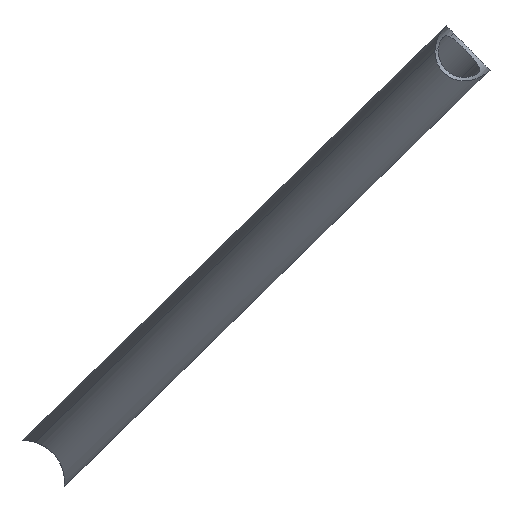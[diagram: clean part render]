
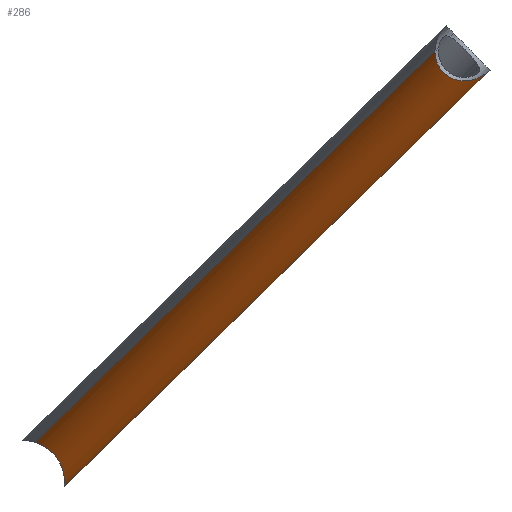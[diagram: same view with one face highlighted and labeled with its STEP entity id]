
A CAD part, front view. The second image highlights one B-rep face of the part: STEP entity #286.
In plain terms, the highlighted cylindrical face has radius 7.5 mm (diameter 15 mm), a partial arc.
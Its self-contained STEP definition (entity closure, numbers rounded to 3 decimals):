
#61=CARTESIAN_POINT('Vertex',(-2182.828,0.,210.783)) ;
#67=CARTESIAN_POINT('Control Point',(-2169.638,0.,206.268)) ;
#68=CARTESIAN_POINT('Control Point',(-2169.75,0.,206.158)) ;
#69=CARTESIAN_POINT('Control Point',(-2169.865,0.,206.051)) ;
#70=CARTESIAN_POINT('Control Point',(-2169.958,0.,205.968)) ;
#71=CARTESIAN_POINT('Control Point',(-2170.121,0.,205.825)) ;
#72=CARTESIAN_POINT('Control Point',(-2170.289,0.,205.687)) ;
#73=CARTESIAN_POINT('Control Point',(-2170.386,0.,205.609)) ;
#74=CARTESIAN_POINT('Control Point',(-2171.511,0.,204.745)) ;
#75=CARTESIAN_POINT('Control Point',(-2172.798,0.,204.102)) ;
#76=CARTESIAN_POINT('Control Point',(-2174.04,0.,203.733)) ;
#77=CARTESIAN_POINT('Control Point',(-2176.304,0.,203.518)) ;
#78=CARTESIAN_POINT('Control Point',(-2178.478,0.,204.112)) ;
#79=CARTESIAN_POINT('Control Point',(-2179.37,0.,204.528)) ;
#80=CARTESIAN_POINT('Control Point',(-2181.083,0.,205.746)) ;
#81=CARTESIAN_POINT('Control Point',(-2182.228,0.,207.519)) ;
#82=CARTESIAN_POINT('Control Point',(-2182.633,0.,208.577)) ;
#83=CARTESIAN_POINT('Control Point',(-2182.828,0.,209.68)) ;
#84=CARTESIAN_POINT('Control Point',(-2182.828,0.,210.783)) ;
#85=CARTESIAN_POINT('Vertex',(-2169.638,0.,206.268)) ;
#89=CARTESIAN_POINT('Control Point',(-2169.638,0.,206.268)) ;
#90=CARTESIAN_POINT('Control Point',(-2169.638,0.31,206.268)) ;
#91=CARTESIAN_POINT('Control Point',(-2169.64,0.62,206.27)) ;
#92=CARTESIAN_POINT('Control Point',(-2169.644,0.87,206.274)) ;
#93=CARTESIAN_POINT('Control Point',(-2169.652,1.31,206.283)) ;
#94=CARTESIAN_POINT('Control Point',(-2169.665,1.75,206.296)) ;
#95=CARTESIAN_POINT('Control Point',(-2169.673,2.,206.304)) ;
#96=CARTESIAN_POINT('Control Point',(-2169.735,3.537,206.367)) ;
#97=CARTESIAN_POINT('Control Point',(-2169.852,5.067,206.487)) ;
#98=CARTESIAN_POINT('Control Point',(-2169.981,6.278,206.618)) ;
#99=CARTESIAN_POINT('Control Point',(-2170.271,8.355,206.915)) ;
#100=CARTESIAN_POINT('Control Point',(-2170.7,10.381,207.353)) ;
#101=CARTESIAN_POINT('Control Point',(-2170.906,11.214,207.564)) ;
#102=CARTESIAN_POINT('Control Point',(-2171.143,12.035,207.807)) ;
#103=CARTESIAN_POINT('Control Point',(-2171.42,12.827,208.09)) ;
#104=CARTESIAN_POINT('Vertex',(-2171.42,12.827,208.09)) ;
#203=CARTESIAN_POINT('Axis2P3D Location',(-2228.037,152.123,159.625)) ;
#208=CARTESIAN_POINT('Line Origine',(-2235.117,149.649,159.625)) ;
#212=CARTESIAN_POINT('Vertex',(-2278.514,273.848,117.167)) ;
#216=CARTESIAN_POINT('Control Point',(-2278.514,273.848,117.167)) ;
#217=CARTESIAN_POINT('Control Point',(-2278.342,273.356,117.114)) ;
#218=CARTESIAN_POINT('Control Point',(-2278.164,272.867,117.054)) ;
#219=CARTESIAN_POINT('Control Point',(-2277.978,272.382,116.986)) ;
#220=CARTESIAN_POINT('Control Point',(-2277.585,271.411,116.833)) ;
#221=CARTESIAN_POINT('Control Point',(-2277.151,270.466,116.635)) ;
#222=CARTESIAN_POINT('Control Point',(-2276.922,270.,116.521)) ;
#223=CARTESIAN_POINT('Control Point',(-2276.454,269.127,116.271)) ;
#224=CARTESIAN_POINT('Control Point',(-2275.915,268.329,115.93)) ;
#225=CARTESIAN_POINT('Control Point',(-2275.636,267.967,115.738)) ;
#226=CARTESIAN_POINT('Control Point',(-2275.216,267.53,115.422)) ;
#227=CARTESIAN_POINT('Control Point',(-2274.755,267.268,115.013)) ;
#228=CARTESIAN_POINT('Control Point',(-2274.627,267.213,114.895)) ;
#229=CARTESIAN_POINT('Control Point',(-2274.355,267.137,114.632)) ;
#230=CARTESIAN_POINT('Control Point',(-2274.091,267.154,114.35)) ;
#231=CARTESIAN_POINT('Control Point',(-2273.959,267.19,114.201)) ;
#232=CARTESIAN_POINT('Control Point',(-2273.665,267.327,113.854)) ;
#233=CARTESIAN_POINT('Control Point',(-2273.417,267.568,113.525)) ;
#234=CARTESIAN_POINT('Control Point',(-2273.288,267.73,113.344)) ;
#235=CARTESIAN_POINT('Control Point',(-2273.007,268.165,112.926)) ;
#236=CARTESIAN_POINT('Control Point',(-2272.788,268.672,112.552)) ;
#237=CARTESIAN_POINT('Control Point',(-2272.675,268.986,112.345)) ;
#238=CARTESIAN_POINT('Control Point',(-2272.417,269.813,111.842)) ;
#239=CARTESIAN_POINT('Control Point',(-2272.227,270.692,111.398)) ;
#240=CARTESIAN_POINT('Control Point',(-2272.129,271.234,111.145)) ;
#241=CARTESIAN_POINT('Control Point',(-2271.913,272.64,110.533)) ;
#242=CARTESIAN_POINT('Control Point',(-2271.771,274.087,109.996)) ;
#243=CARTESIAN_POINT('Control Point',(-2271.702,274.973,109.69)) ;
#244=CARTESIAN_POINT('Control Point',(-2271.579,277.046,109.024)) ;
#245=CARTESIAN_POINT('Control Point',(-2271.52,279.15,108.448)) ;
#246=CARTESIAN_POINT('Control Point',(-2271.501,280.35,108.147)) ;
#247=CARTESIAN_POINT('Control Point',(-2271.493,281.56,107.87)) ;
#248=CARTESIAN_POINT('Control Point',(-2271.493,282.775,107.621)) ;
#249=CARTESIAN_POINT('Vertex',(-2271.493,282.775,107.621)) ;
#253=CARTESIAN_POINT('Control Point',(-2271.535,294.126,106.708)) ;
#254=CARTESIAN_POINT('Control Point',(-2271.562,291.857,106.413)) ;
#255=CARTESIAN_POINT('Control Point',(-2271.555,289.54,106.551)) ;
#256=CARTESIAN_POINT('Control Point',(-2271.517,287.279,106.792)) ;
#257=CARTESIAN_POINT('Control Point',(-2271.493,285.016,107.162)) ;
#258=CARTESIAN_POINT('Control Point',(-2271.493,282.775,107.621)) ;
#259=CARTESIAN_POINT('Vertex',(-2271.535,294.126,106.708)) ;
#263=CARTESIAN_POINT('Control Point',(-2271.535,294.126,106.708)) ;
#264=CARTESIAN_POINT('Control Point',(-2270.449,293.191,108.018)) ;
#265=CARTESIAN_POINT('Control Point',(-2269.57,292.09,109.381)) ;
#266=CARTESIAN_POINT('Control Point',(-2268.824,290.971,110.772)) ;
#267=CARTESIAN_POINT('Control Point',(-2268.205,289.818,112.23)) ;
#268=CARTESIAN_POINT('Control Point',(-2267.818,288.711,113.778)) ;
#269=CARTESIAN_POINT('Vertex',(-2267.818,288.711,113.778)) ;
#272=CARTESIAN_POINT('Line Origine',(-2220.957,154.597,159.625)) ;
#204=DIRECTION('Axis2P3D Direction',(0.314,-0.898,0.307)) ;
#205=DIRECTION('Axis2P3D XDirection',(-0.944,-0.33,0.)) ;
#209=DIRECTION('Vector Direction',(0.314,-0.898,0.307)) ;
#273=DIRECTION('Vector Direction',(0.314,-0.898,0.307)) ;
#206=AXIS2_PLACEMENT_3D('Cylinder Axis2P3D',#203,#204,#205) ;
#278=ORIENTED_EDGE('',*,*,#214,.F.) ;
#279=ORIENTED_EDGE('',*,*,#251,.T.) ;
#280=ORIENTED_EDGE('',*,*,#261,.F.) ;
#281=ORIENTED_EDGE('',*,*,#271,.T.) ;
#282=ORIENTED_EDGE('',*,*,#276,.T.) ;
#283=ORIENTED_EDGE('',*,*,#106,.F.) ;
#284=ORIENTED_EDGE('',*,*,#87,.T.) ;
#210=VECTOR('Line Direction',#209,1.) ;
#274=VECTOR('Line Direction',#273,1.) ;
#286=ADVANCED_FACE('Corps principal',(#285),#207,.T.) ;
#66=B_SPLINE_CURVE_WITH_KNOTS('',5,(#67,#68,#69,#70,#71,#72,#73,#74,#75,#76,#77,#78,#79,#80,#81,#82,#83,#84),.UNSPECIFIED.,.F.,.U.,(6,3,3,3,3,6),(0.,1.111,2.221,11.139,17.963,25.764),.UNSPECIFIED.) ;
#88=B_SPLINE_CURVE_WITH_KNOTS('',5,(#89,#90,#91,#92,#93,#94,#95,#96,#97,#98,#99,#100,#101,#102,#103),.UNSPECIFIED.,.F.,.U.,(6,3,3,3,6),(0.,2.192,4.384,13.071,19.336),.UNSPECIFIED.) ;
#215=B_SPLINE_CURVE_WITH_KNOTS('',5,(#216,#217,#218,#219,#220,#221,#222,#223,#224,#225,#226,#227,#228,#229,#230,#231,#232,#233,#234,#235,#236,#237,#238,#239,#240,#241,#242,#243,#244,#245,#246,#247,#248),.UNSPECIFIED.,.F.,.U.,(6,3,3,3,3,3,3,3,3,3,6),(0.,3.705,7.481,10.913,12.2,13.621,15.542,18.317,22.621,29.265,38.038),.UNSPECIFIED.) ;
#252=B_SPLINE_CURVE_WITH_KNOTS('',5,(#253,#254,#255,#256,#257,#258),.UNSPECIFIED.,.F.,.U.,(6,6),(4.759,20.932),.UNSPECIFIED.) ;
#262=B_SPLINE_CURVE_WITH_KNOTS('',5,(#263,#264,#265,#266,#267,#268),.UNSPECIFIED.,.F.,.U.,(6,6),(26.211,39.941),.UNSPECIFIED.) ;
#207=CYLINDRICAL_SURFACE('generated cylinder',#206,7.5) ;
#87=EDGE_CURVE('',#86,#62,#66,.T.) ;
#106=EDGE_CURVE('',#86,#105,#88,.T.) ;
#214=EDGE_CURVE('',#213,#62,#211,.T.) ;
#251=EDGE_CURVE('',#213,#250,#215,.T.) ;
#261=EDGE_CURVE('',#260,#250,#252,.T.) ;
#271=EDGE_CURVE('',#260,#270,#262,.T.) ;
#276=EDGE_CURVE('',#270,#105,#275,.T.) ;
#277=EDGE_LOOP('',(#278,#279,#280,#281,#282,#283,#284)) ;
#285=FACE_OUTER_BOUND('',#277,.T.) ;
#211=LINE('Line',#208,#210) ;
#275=LINE('Line',#272,#274) ;
#62=VERTEX_POINT('',#61) ;
#86=VERTEX_POINT('',#85) ;
#105=VERTEX_POINT('',#104) ;
#213=VERTEX_POINT('',#212) ;
#250=VERTEX_POINT('',#249) ;
#260=VERTEX_POINT('',#259) ;
#270=VERTEX_POINT('',#269) ;
